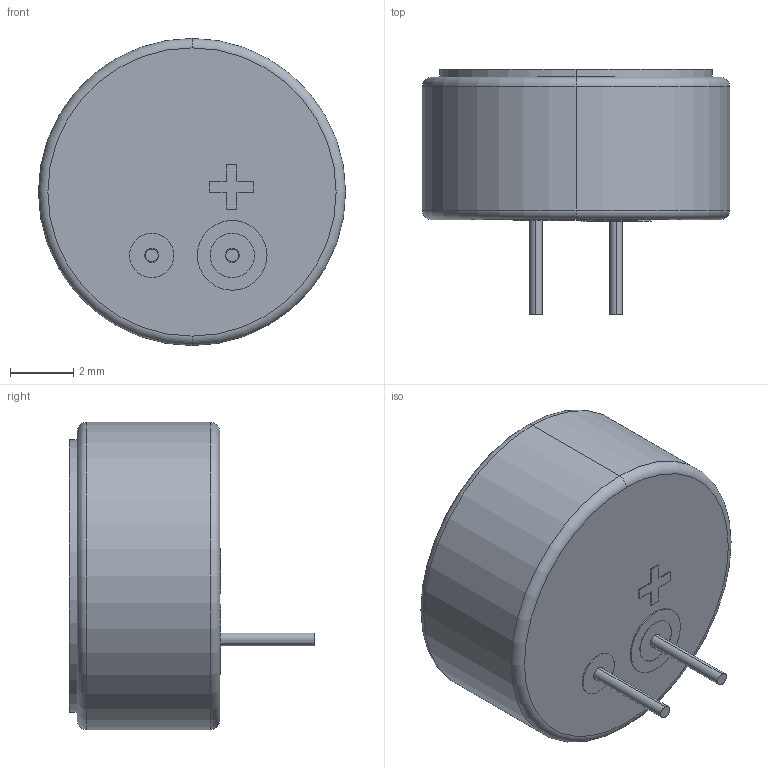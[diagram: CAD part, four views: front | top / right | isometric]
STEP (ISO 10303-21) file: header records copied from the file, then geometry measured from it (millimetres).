
FILE_DESCRIPTION (( 'STEP AP214' ), '1' );
FILE_NAME ('CUI_DEVICES_CMEJ-9745-37-P.step', '2020-02-05T17:11:51', ( '' ), ( '' ), 'SwSTEP 2.0', 'SolidWorks 2019', '' );
FILE_SCHEMA (( 'AUTOMOTIVE_DESIGN' ));
Length unit declared in the file: inch
Products named in the file (1): CUI_DEVICES_CMEJ-9745-37-P
Bounding box: 9.7 x 7.75 x 9.7 mm (x, y, z)
Volume: 346.9 mm3; surface area: 292 mm2
Topology: 1 solids, 1 shells, 45 faces, 98 edges, 64 vertices
Faces by surface type: plane 23, cylinder 18, torus 4
Entity records: 1726 total; most frequent: DIRECTION 234, CARTESIAN_POINT 208, ORIENTED_EDGE 196, EDGE_CURVE 98, AXIS2_PLACEMENT_3D 90, VERTEX_POINT 64, VECTOR 54, EDGE_LOOP 54
